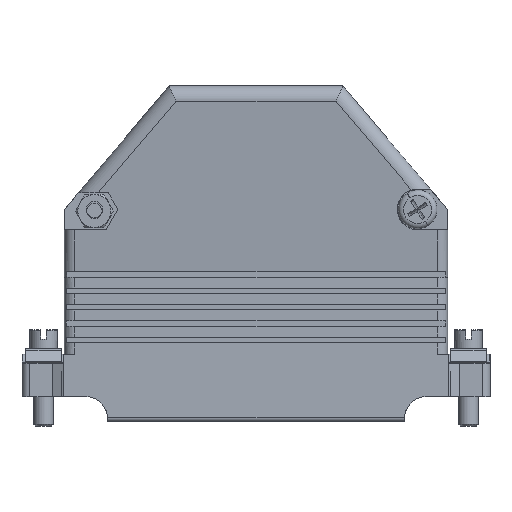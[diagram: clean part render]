
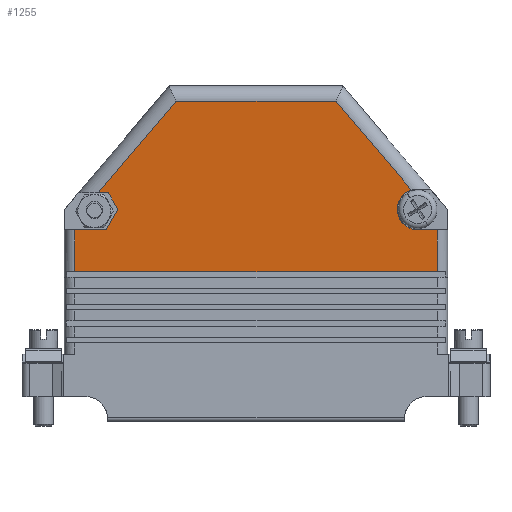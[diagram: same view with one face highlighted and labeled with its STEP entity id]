
A CAD part, front view. The second image highlights one B-rep face of the part: STEP entity #1255.
In plain terms, the highlighted face is planar.
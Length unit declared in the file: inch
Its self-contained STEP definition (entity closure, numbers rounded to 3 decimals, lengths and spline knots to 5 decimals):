
#1226 = EDGE_CURVE ( 'NONE', #1265, #1241, #4317, .T. ) ;
#1234 = ORIENTED_EDGE ( 'NONE', *, *, #1248, .T. ) ;
#1235 = VERTEX_POINT ( 'NONE', #4367 ) ;
#1236 = EDGE_CURVE ( 'NONE', #1238, #1235, #4366, .T. ) ;
#1237 = ORIENTED_EDGE ( 'NONE', *, *, #1236, .T. ) ;
#1238 = VERTEX_POINT ( 'NONE', #4362 ) ;
#1239 = EDGE_CURVE ( 'NONE', #1241, #1238, #4361, .T. ) ;
#1240 = ORIENTED_EDGE ( 'NONE', *, *, #1239, .T. ) ;
#1241 = VERTEX_POINT ( 'NONE', #4357 ) ;
#1243 = ORIENTED_EDGE ( 'NONE', *, *, #1333, .T. ) ;
#1244 = VERTEX_POINT ( 'NONE', #4351 ) ;
#1245 = EDGE_CURVE ( 'NONE', #1247, #1244, #4350, .T. ) ;
#1246 = ORIENTED_EDGE ( 'NONE', *, *, #1245, .T. ) ;
#1247 = VERTEX_POINT ( 'NONE', #4346 ) ;
#1248 = EDGE_CURVE ( 'NONE', #1235, #1247, #4345, .T. ) ;
#1249 = ORIENTED_EDGE ( 'NONE', *, *, #1262, .T. ) ;
#1250 = VERTEX_POINT ( 'NONE', #4401 ) ;
#1251 = VERTEX_POINT ( 'NONE', #4400 ) ;
#1252 = EDGE_CURVE ( 'NONE', #1251, #1250, #4399, .T. ) ;
#1253 = ORIENTED_EDGE ( 'NONE', *, *, #1252, .F. ) ;
#1254 = EDGE_LOOP ( 'NONE', ( #1253, #1249, #1260, #1258, #1257, #1240, #1237, #1234, #1246, #1243, #1345, #1342 ) ) ;
#1255 = ADVANCED_FACE ( 'NONE', ( #4395 ), #4394, .F. ) ;
#1257 = ORIENTED_EDGE ( 'NONE', *, *, #1226, .T. ) ;
#1258 = ORIENTED_EDGE ( 'NONE', *, *, #1263, .T. ) ;
#1259 = EDGE_CURVE ( 'NONE', #1261, #1279, #4383, .T. ) ;
#1260 = ORIENTED_EDGE ( 'NONE', *, *, #1259, .T. ) ;
#1261 = VERTEX_POINT ( 'NONE', #4379 ) ;
#1262 = EDGE_CURVE ( 'NONE', #1251, #1261, #4378, .T. ) ;
#1263 = EDGE_CURVE ( 'NONE', #1279, #1265, #4374, .T. ) ;
#1265 = VERTEX_POINT ( 'NONE', #4426 ) ;
#1279 = VERTEX_POINT ( 'NONE', #4452 ) ;
#1332 = VERTEX_POINT ( 'NONE', #4541 ) ;
#1333 = EDGE_CURVE ( 'NONE', #1244, #1332, #4540, .T. ) ;
#1341 = EDGE_CURVE ( 'NONE', #1343, #1250, #4520, .T. ) ;
#1342 = ORIENTED_EDGE ( 'NONE', *, *, #1341, .T. ) ;
#1343 = VERTEX_POINT ( 'NONE', #4579 ) ;
#1344 = EDGE_CURVE ( 'NONE', #1332, #1343, #4578, .T. ) ;
#1345 = ORIENTED_EDGE ( 'NONE', *, *, #1344, .T. ) ;
#4314 = DIRECTION ( 'NONE',  ( 0.646, 0.069, 0.76 ) ) ;
#4315 = VECTOR ( 'NONE', #4314, 39.37008 ) ;
#4316 = CARTESIAN_POINT ( 'NONE',  ( 0.15231, 0.33769, 0.62495 ) ) ;
#4317 = LINE ( 'NONE', #4316, #4315 ) ;
#4342 = DIRECTION ( 'NONE',  ( -1., 0., 0. ) ) ;
#4343 = VECTOR ( 'NONE', #4342, 39.37008 ) ;
#4344 = CARTESIAN_POINT ( 'NONE',  ( 2.14128, 0.22657, -0.60547 ) ) ;
#4345 = LINE ( 'NONE', #4344, #4343 ) ;
#4346 = CARTESIAN_POINT ( 'NONE',  ( 0.83679, 0.22657, -0.60547 ) ) ;
#4347 = DIRECTION ( 'NONE',  ( -0.498, -0.078, -0.863 ) ) ;
#4348 = VECTOR ( 'NONE', #4347, 39.37008 ) ;
#4349 = CARTESIAN_POINT ( 'NONE',  ( 0.96718, 0.24697, -0.37962 ) ) ;
#4350 = LINE ( 'NONE', #4349, #4348 ) ;
#4351 = CARTESIAN_POINT ( 'NONE',  ( 0.78221, 0.21804, -0.7 ) ) ;
#4357 = CARTESIAN_POINT ( 'NONE',  ( -0.453, 0.27338, -0.0872 ) ) ;
#4358 = DIRECTION ( 'NONE',  ( 1., 0., 0. ) ) ;
#4359 = VECTOR ( 'NONE', #4358, 39.37008 ) ;
#4360 = CARTESIAN_POINT ( 'NONE',  ( 2.14128, 0.27338, -0.0872 ) ) ;
#4361 = LINE ( 'NONE', #4360, #4359 ) ;
#4362 = CARTESIAN_POINT ( 'NONE',  ( 0.453, 0.27338, -0.0872 ) ) ;
#4363 = DIRECTION ( 'NONE',  ( 0.646, -0.069, -0.76 ) ) ;
#4364 = VECTOR ( 'NONE', #4363, 39.37008 ) ;
#4365 = CARTESIAN_POINT ( 'NONE',  ( 1.63553, 0.14774, -1.47841 ) ) ;
#4366 = LINE ( 'NONE', #4365, #4364 ) ;
#4367 = CARTESIAN_POINT ( 'NONE',  ( 0.89354, 0.22657, -0.60547 ) ) ;
#4374 =( BOUNDED_CURVE ( )  B_SPLINE_CURVE ( 3, ( #4425, #4424, #4423, #4422 ),
 .UNSPECIFIED., .F., .T. ) 
 B_SPLINE_CURVE_WITH_KNOTS ( ( 4, 4 ),
 ( 0., 2.83792 ),
 .UNSPECIFIED. ) 
 CURVE ( )  GEOMETRIC_REPRESENTATION_ITEM ( )  RATIONAL_B_SPLINE_CURVE ( ( 1., 0.434, 0.434, 1. ) ) 
 REPRESENTATION_ITEM ( '' )  );
#4375 = DIRECTION ( 'NONE',  ( 0., 0.09, 0.996 ) ) ;
#4376 = VECTOR ( 'NONE', #4375, 39.37008 ) ;
#4377 = CARTESIAN_POINT ( 'NONE',  ( -1.025, 0.18625, -1.052 ) ) ;
#4378 = LINE ( 'NONE', #4377, #4376 ) ;
#4379 = CARTESIAN_POINT ( 'NONE',  ( -1.025, 0.20765, -0.815 ) ) ;
#4380 = DIRECTION ( 'NONE',  ( 1., 0., 0. ) ) ;
#4381 = VECTOR ( 'NONE', #4380, 39.37008 ) ;
#4382 = CARTESIAN_POINT ( 'NONE',  ( 2.14128, 0.20765, -0.815 ) ) ;
#4383 = LINE ( 'NONE', #4382, #4381 ) ;
#4389 = DIRECTION ( 'NONE',  ( 0., -0.09, -0.996 ) ) ;
#4390 = DIRECTION ( 'NONE',  ( 0., -0.996, 0.09 ) ) ;
#4391 = AXIS2_PLACEMENT_3D ( 'NONE', #4393, #4390, #4389 ) ;
#4393 = CARTESIAN_POINT ( 'NONE',  ( 2.14128, 0.18625, -1.052 ) ) ;
#4394 = PLANE ( 'NONE',  #4391 ) ;
#4395 = FACE_OUTER_BOUND ( 'NONE', #1254, .T. ) ;
#4396 = DIRECTION ( 'NONE',  ( 1., 0., 0. ) ) ;
#4397 = VECTOR ( 'NONE', #4396, 39.37008 ) ;
#4398 = CARTESIAN_POINT ( 'NONE',  ( 1.085, 0.18625, -1.052 ) ) ;
#4399 = LINE ( 'NONE', #4398, #4397 ) ;
#4400 = CARTESIAN_POINT ( 'NONE',  ( -1.025, 0.18625, -1.052 ) ) ;
#4401 = CARTESIAN_POINT ( 'NONE',  ( 1.025, 0.18625, -1.052 ) ) ;
#4422 = CARTESIAN_POINT ( 'NONE',  ( -0.88061, 0.22795, -0.59026 ) ) ;
#4423 = CARTESIAN_POINT ( 'NONE',  ( -0.71405, 0.22323, -0.64246 ) ) ;
#4424 = CARTESIAN_POINT ( 'NONE',  ( -0.74045, 0.20765, -0.815 ) ) ;
#4425 = CARTESIAN_POINT ( 'NONE',  ( -0.915, 0.20765, -0.815 ) ) ;
#4426 = CARTESIAN_POINT ( 'NONE',  ( -0.88061, 0.22795, -0.59026 ) ) ;
#4452 = CARTESIAN_POINT ( 'NONE',  ( -0.915, 0.20765, -0.815 ) ) ;
#4520 = LINE ( 'NONE', #4582, #4581 ) ;
#4537 = DIRECTION ( 'NONE',  ( 0.498, -0.078, -0.863 ) ) ;
#4538 = VECTOR ( 'NONE', #4537, 39.37008 ) ;
#4539 = CARTESIAN_POINT ( 'NONE',  ( 1.27264, 0.14133, -1.54945 ) ) ;
#4540 = LINE ( 'NONE', #4539, #4538 ) ;
#4541 = CARTESIAN_POINT ( 'NONE',  ( 0.8486, 0.20765, -0.815 ) ) ;
#4575 = DIRECTION ( 'NONE',  ( 1., 0., 0. ) ) ;
#4576 = VECTOR ( 'NONE', #4575, 39.37008 ) ;
#4577 = CARTESIAN_POINT ( 'NONE',  ( 2.14128, 0.20765, -0.815 ) ) ;
#4578 = LINE ( 'NONE', #4577, #4576 ) ;
#4579 = CARTESIAN_POINT ( 'NONE',  ( 1.025, 0.20765, -0.815 ) ) ;
#4580 = DIRECTION ( 'NONE',  ( 0., -0.09, -0.996 ) ) ;
#4581 = VECTOR ( 'NONE', #4580, 39.37008 ) ;
#4582 = CARTESIAN_POINT ( 'NONE',  ( 1.025, 0.18625, -1.052 ) ) ;
